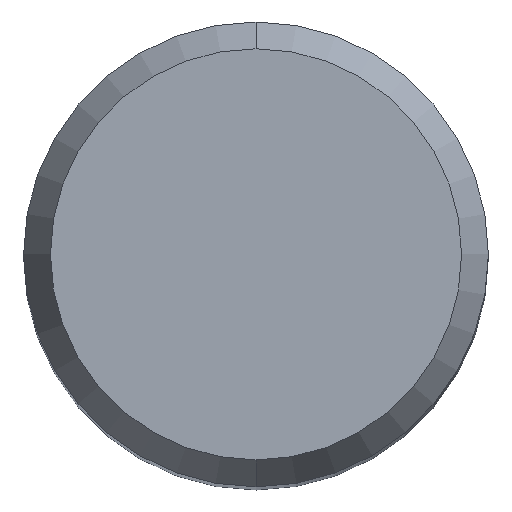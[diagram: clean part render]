
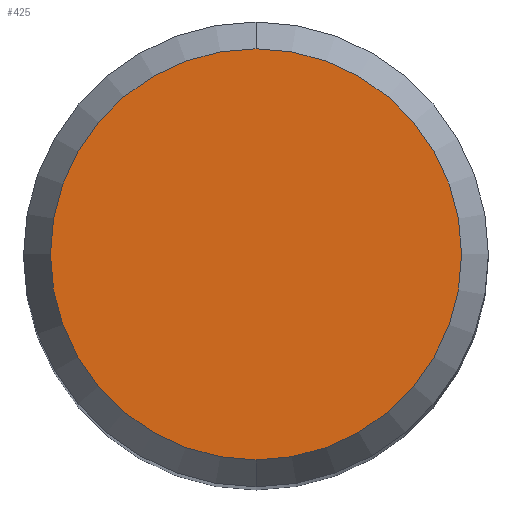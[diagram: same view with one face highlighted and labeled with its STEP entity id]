
A CAD part, top view. The second image highlights one B-rep face of the part: STEP entity #425.
In plain terms, the highlighted planar face has unit normal (0, 0, 1).
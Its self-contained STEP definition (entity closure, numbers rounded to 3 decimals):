
#203=VERTEX_POINT('',#497);
#317=EDGE_CURVE('',#203,#353,#625,.T.);
#353=VERTEX_POINT('',#664);
#425=ADVANCED_FACE('',(#739),#740,.T.);
#437=EDGE_CURVE('',#353,#203,#755,.T.);
#497=CARTESIAN_POINT('',(0.0,4.423,0.0));
#625=CIRCLE('',#1133,4.423);
#664=CARTESIAN_POINT('',(0.,-4.423,0.0));
#739=FACE_OUTER_BOUND('',#1385,.T.);
#740=PLANE('',#1386);
#755=CIRCLE('',#1403,4.423);
#1133=AXIS2_PLACEMENT_3D('',#1586,#1587,#1588);
#1385=EDGE_LOOP('',(#1707,#1708));
#1386=AXIS2_PLACEMENT_3D('',#1709,#1710,#1711);
#1403=AXIS2_PLACEMENT_3D('',#1741,#1742,#1743);
#1586=CARTESIAN_POINT('',(0.0,0.0,0.0));
#1587=DIRECTION('',(0.0,0.0,-1.0));
#1588=DIRECTION('',(0.0,1.0,0.0));
#1707=ORIENTED_EDGE('',*,*,#317,.F.);
#1708=ORIENTED_EDGE('',*,*,#437,.F.);
#1709=CARTESIAN_POINT('',(0.0,2.211,0.0));
#1710=DIRECTION('',(-0.0,0.0,1.0));
#1711=DIRECTION('',(0.0,-1.0,0.0));
#1741=CARTESIAN_POINT('',(0.0,0.0,0.0));
#1742=DIRECTION('',(0.0,0.0,-1.0));
#1743=DIRECTION('',(0.0,1.0,0.0));
